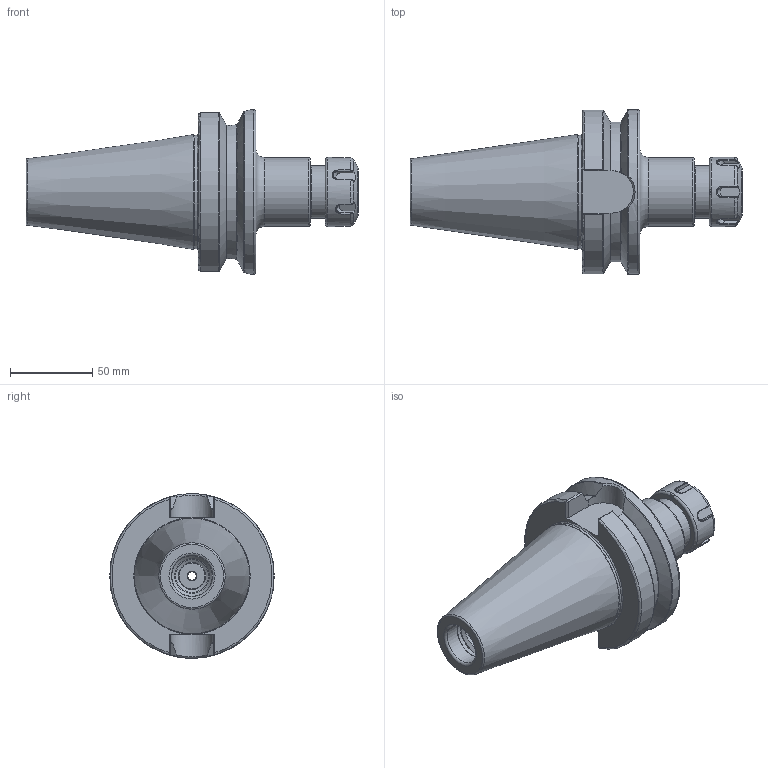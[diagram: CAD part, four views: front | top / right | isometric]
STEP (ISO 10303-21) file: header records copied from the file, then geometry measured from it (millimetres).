
FILE_DESCRIPTION(/* description */ (''),/* implementation_level */ '2;1');
FILE_NAME(/* name */ 'BT50-ER25-100.stp',/* time_stamp */ '2023-04-21T14:42:59+08:00',/* author */ ('Administrator'),/* organization */ (''),/* preprocessor_version */ 'ST-DEVELOPER v18.1',/* originating_system */ 'Autodesk Inventor 2022',/* authorisation */ '');
FILE_SCHEMA (('AUTOMOTIVE_DESIGN { 1 0 10303 214 3 1 1 }'));
Length unit declared in the file: millimetre
Products named in the file (4): BT50-ER25-100; BT50-ER25-100_1; ER25UM   单偏心压帽; M18x1.5x10(通孔5)
Assembly tree (3 placements, depth 2):
  BT50-ER25-100
    BT50-ER25-100_1
    ER25UM   单偏心压帽
    M18x1.5x10(通孔5)
Bounding box: 201.8 x 100 x 100 mm (x, y, z)
Volume: 505554.3 mm3; surface area: 69030.3 mm2
Topology: 3 solids, 3 shells, 212 faces, 556 edges, 354 vertices
Faces by surface type: bspline 70, plane 67, torus 27, cone 24, cylinder 24
Full cylindrical faces by diameter (mm): 5 x1, 16.5 x1, 18 x1, 18.2 x1, 20 x1, 20.7 x1, 21 x1, 25 x1, 25.6 x1, 25.75 x1, 30.5 x1, 32 x1, 33 x1, 42 x2, 69.25 x1, 100 x1
Entity records: 8796 total; most frequent: CARTESIAN_POINT 3984, ORIENTED_EDGE 1112, DIRECTION 773, EDGE_CURVE 556, VERTEX_POINT 354, AXIS2_PLACEMENT_3D 285, EDGE_LOOP 222, FACE_OUTER_BOUND 212
